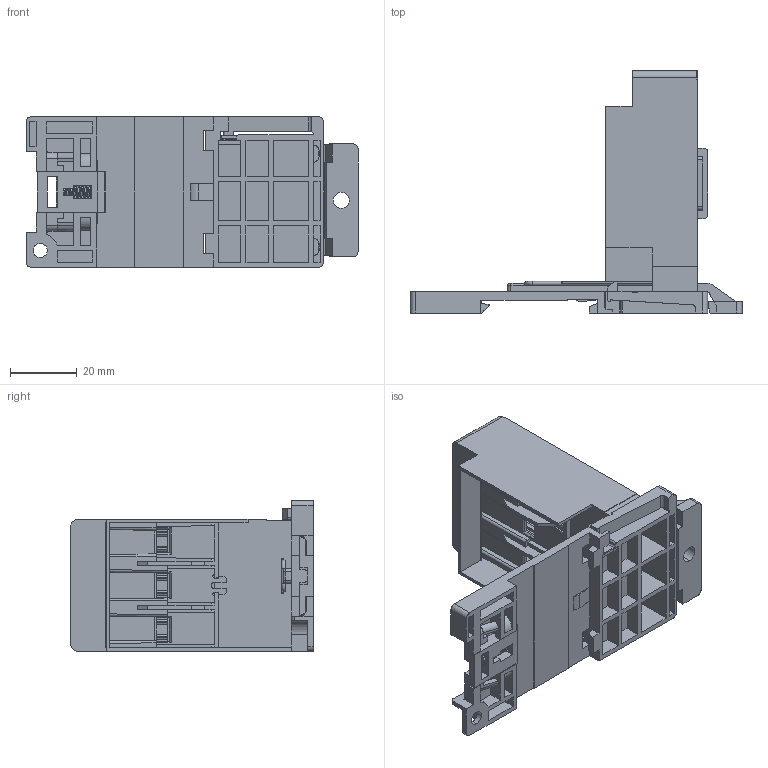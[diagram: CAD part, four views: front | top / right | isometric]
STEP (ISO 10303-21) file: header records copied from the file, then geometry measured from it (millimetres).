
FILE_DESCRIPTION((''),'2;1');
FILE_NAME('PRT0001_SW0001','2020-06-04T11:32:48',('MRogals'),('Rockwell Automation'),'CREO PARAMETRIC BY PTC INC, 2017380','CREO PARAMETRIC BY PTC INC, 2017380','');
FILE_SCHEMA(('AUTOMOTIVE_DESIGN { 1 0 10303 214 1 1 1 1 }'));
Products named in the file (1): PRT0001_SW0001
Bounding box: 99.3 x 72.5 x 45 mm (x, y, z)
Surface area: 40584.6 mm2 (no closed solid volume)
Topology: 0 solids, 1 shells, 992 faces, 3201 edges, 2144 vertices
Faces by surface type: plane 732, cylinder 205, cone 36, torus 16, bspline 3
Entity records: 55659 total; most frequent: CARTESIAN_POINT 17853, ORIENTED_EDGE 6001, DIRECTION 5524, PRESENTATION_STYLE_ASSIGNMENT 3202, STYLED_ITEM 3202, CURVE_STYLE 3201, EDGE_CURVE 3201, VECTOR 2390
